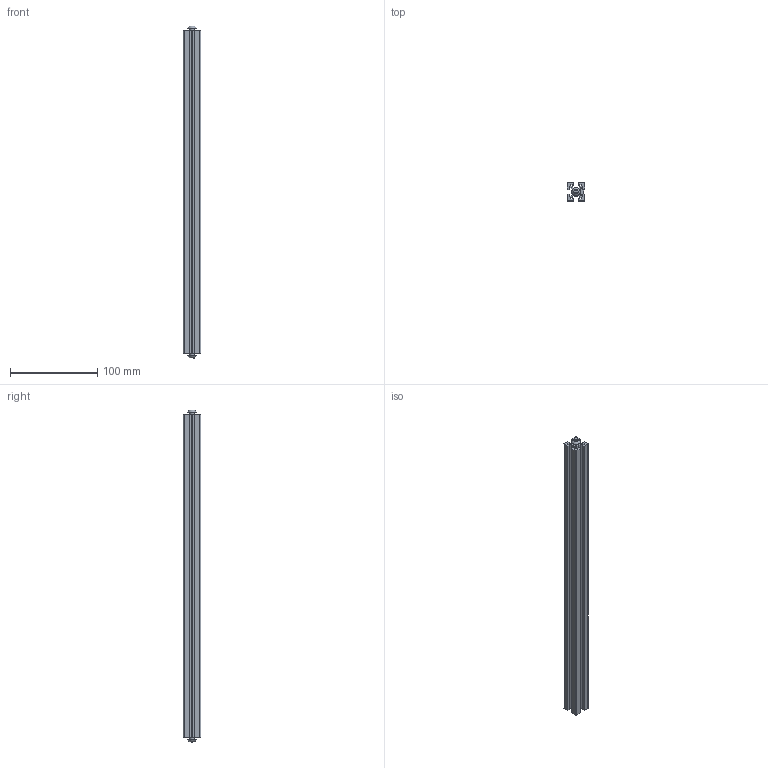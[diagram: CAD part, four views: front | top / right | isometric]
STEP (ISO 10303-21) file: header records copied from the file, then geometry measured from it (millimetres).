
FILE_DESCRIPTION(/* description */ (''),/* implementation_level */ '2;1');
FILE_NAME(/* name */ 'HFSB5-2020-370-TPW (1).step',/* time_stamp */ '2023-12-10T19:22:56-08:00',/* author */ (''),/* organization */ (''),/* preprocessor_version */ 'ST-DEVELOPER v20',/* originating_system */ 'Autodesk Translation Framework v12.14.0.127',/* authorisation */ '');
FILE_SCHEMA (('AUTOMOTIVE_DESIGN { 1 0 10303 214 3 1 1 }'));
Length unit declared in the file: millimetre
Products named in the file (7): HFSB5-2020-370-TPW (1); M5x16 BHCS (1); M5x16 BHCS (34); 2020 Drop-in T-nut, M5 (19); 2020 Drop-in T-nut, M5 (20); 2020 Drop-in T-nut, M5 (21); 2020 Drop-in T-nut, M5 (22)
Assembly tree (6 placements, depth 2):
  HFSB5-2020-370-TPW (1)
    M5x16 BHCS (1)
    M5x16 BHCS (34)
    2020 Drop-in T-nut, M5 (19)
    2020 Drop-in T-nut, M5 (20)
    2020 Drop-in T-nut, M5 (21)
    2020 Drop-in T-nut, M5 (22)
Bounding box: 20 x 20 x 379.5 mm (x, y, z)
Volume: 69154.3 mm3; surface area: 66956 mm2
Topology: 7 solids, 7 shells, 207 faces, 561 edges, 368 vertices
Faces by surface type: plane 132, cylinder 49, cone 16, bspline 8, sphere 2
Full cylindrical faces by diameter (mm): 4.2 x5, 4.234 x2, 5 x2, 5.12 x2, 9.5 x2
Entity records: 8220 total; most frequent: CARTESIAN_POINT 2739, ORIENTED_EDGE 1118, DIRECTION 1085, EDGE_CURVE 559, VERTEX_POINT 368, AXIS2_PLACEMENT_3D 362, LINE 361, VECTOR 361
